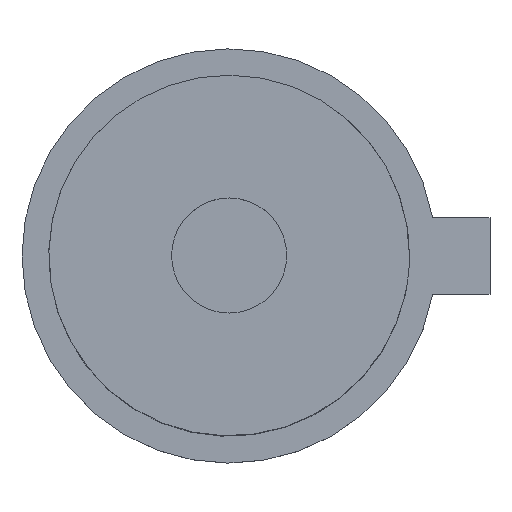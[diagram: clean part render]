
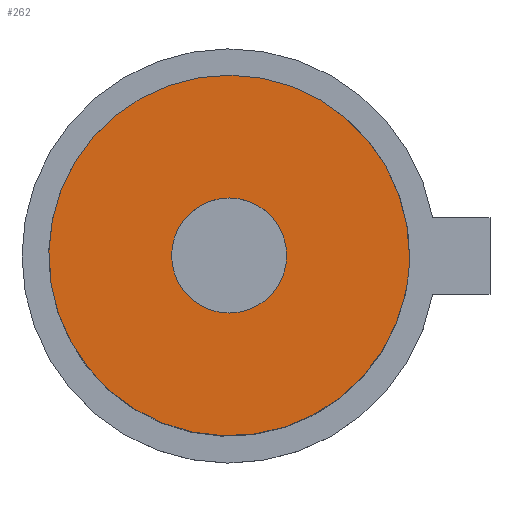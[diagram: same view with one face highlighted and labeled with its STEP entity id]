
A CAD part, top view. The second image highlights one B-rep face of the part: STEP entity #262.
In plain terms, the highlighted planar face has unit normal (0, 0, 1).
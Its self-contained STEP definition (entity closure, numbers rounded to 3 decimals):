
#43=PLANE('',#315);
#56=FACE_BOUND('',#106,.T.);
#75=FACE_OUTER_BOUND('',#105,.T.);
#105=EDGE_LOOP('',(#221));
#106=EDGE_LOOP('',(#222));
#126=CIRCLE('',#313,0.75);
#127=CIRCLE('',#316,2.35);
#148=VERTEX_POINT('',#462);
#149=VERTEX_POINT('',#466);
#174=EDGE_CURVE('',#148,#148,#126,.T.);
#175=EDGE_CURVE('',#149,#149,#127,.T.);
#221=ORIENTED_EDGE('',*,*,#175,.T.);
#222=ORIENTED_EDGE('',*,*,#174,.T.);
#262=ADVANCED_FACE('',(#75,#56),#43,.T.);
#313=AXIS2_PLACEMENT_3D('',#463,#387,#388);
#315=AXIS2_PLACEMENT_3D('',#465,#391,#392);
#316=AXIS2_PLACEMENT_3D('',#467,#393,#394);
#387=DIRECTION('center_axis',(0.,0.,-1.));
#388=DIRECTION('ref_axis',(-1.,0.,0.));
#391=DIRECTION('center_axis',(0.,0.,1.));
#392=DIRECTION('ref_axis',(1.,0.,0.));
#393=DIRECTION('center_axis',(0.,0.,1.));
#394=DIRECTION('ref_axis',(-1.,0.,0.));
#462=CARTESIAN_POINT('',(0.75,0.,3.8));
#463=CARTESIAN_POINT('Origin',(0.,0.,3.8));
#465=CARTESIAN_POINT('Origin',(0.,0.,
3.8));
#466=CARTESIAN_POINT('',(2.35,0.,3.8));
#467=CARTESIAN_POINT('Origin',(0.,0.,3.8));
